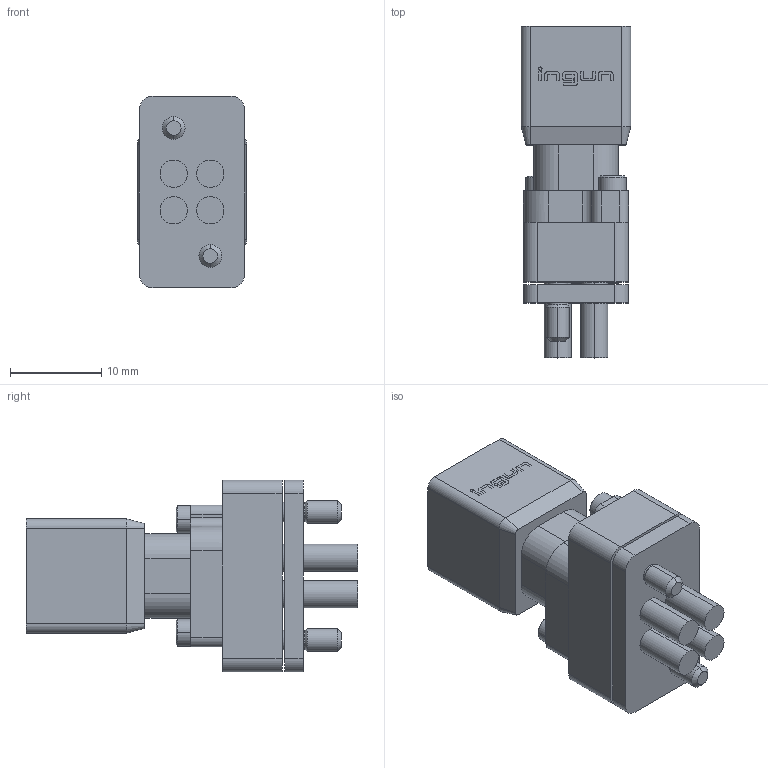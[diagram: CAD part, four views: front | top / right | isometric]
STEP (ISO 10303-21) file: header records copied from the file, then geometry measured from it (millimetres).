
FILE_DESCRIPTION (( 'STEP AP203' ), '1' );
FILE_NAME ('INGUN_HAS-807_HTE-4-VZ-040x040-F.STEP', '2024-11-06T07:14:04', ( '' ), ( '' ), 'SwSTEP 2.0', 'SolidWorks 2023', '' );
FILE_SCHEMA (( 'CONFIG_CONTROL_DESIGN' ));
Length unit declared in the file: millimetre
Products named in the file (1): INGUN_HAS-807_HTE-4-VZ-040x040-F
Bounding box: 12 x 36.3 x 21 mm (x, y, z)
Volume: 3715.7 mm3; surface area: 4963.7 mm2
Topology: 1 solids, 1 shells, 760 faces, 1848 edges, 1158 vertices
Faces by surface type: cylinder 344, plane 254, cone 70, torus 68, bspline 24
Entity records: 43545 total; most frequent: CARTESIAN_POINT 25135, DIRECTION 4126, ORIENTED_EDGE 3680, EDGE_CURVE 1840, AXIS2_PLACEMENT_3D 1629, VERTEX_POINT 1158, CIRCLE 892, VECTOR 868
